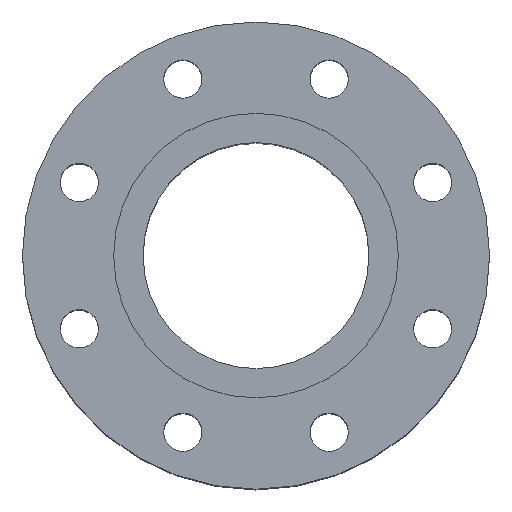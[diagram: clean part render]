
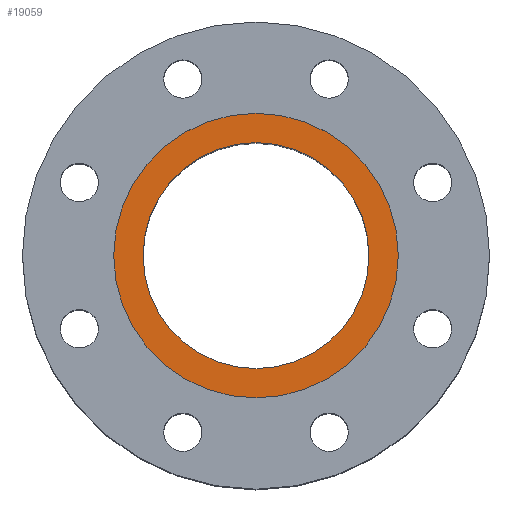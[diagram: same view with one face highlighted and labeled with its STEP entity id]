
A CAD part, top view. The second image highlights one B-rep face of the part: STEP entity #19059.
In plain terms, the highlighted planar face has unit normal (0, 0, 1).
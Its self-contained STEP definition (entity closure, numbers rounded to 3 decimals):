
#136 = CARTESIAN_POINT ( 'NONE',  ( 0., 67., 0. ) ) ;
#1023 = DIRECTION ( 'NONE',  ( 0., 0., 1. ) ) ;
#1197 = DIRECTION ( 'NONE',  ( 1., 0., 0. ) ) ;
#1215 = EDGE_CURVE ( 'NONE', #2554, #1635, #19848, .T. ) ;
#1267 = CARTESIAN_POINT ( 'NONE',  ( 67., 0., 0. ) ) ;
#1307 = CIRCLE ( 'NONE', #16025, 67. ) ;
#1635 = VERTEX_POINT ( 'NONE', #26332 ) ;
#2554 = VERTEX_POINT ( 'NONE', #6015 ) ;
#3305 = DIRECTION ( 'NONE',  ( 1., 0., 0. ) ) ;
#3338 = DIRECTION ( 'NONE',  ( 0., 0., 1. ) ) ;
#4855 = FACE_BOUND ( 'NONE', #20317, .T. ) ;
#6015 = CARTESIAN_POINT ( 'NONE',  ( 53.2, 0., 0. ) ) ;
#7266 = AXIS2_PLACEMENT_3D ( 'NONE', #136, #17833, #26640 ) ;
#9640 = AXIS2_PLACEMENT_3D ( 'NONE', #9912, #1023, #3305 ) ;
#9912 = CARTESIAN_POINT ( 'NONE',  ( 0., 0., 0. ) ) ;
#9938 = ORIENTED_EDGE ( 'NONE', *, *, #22869, .F. ) ;
#10529 = CIRCLE ( 'NONE', #15608, 67. ) ;
#11088 = AXIS2_PLACEMENT_3D ( 'NONE', #25364, #14394, #23487 ) ;
#11755 = FACE_OUTER_BOUND ( 'NONE', #24332, .T. ) ;
#12512 = DIRECTION ( 'NONE',  ( 0., 0., 1. ) ) ;
#14292 = CARTESIAN_POINT ( 'NONE',  ( 0., 0., 0. ) ) ;
#14394 = DIRECTION ( 'NONE',  ( 0., 0., 1. ) ) ;
#14514 = CARTESIAN_POINT ( 'NONE',  ( -67., 0., 0. ) ) ;
#14782 = EDGE_CURVE ( 'NONE', #20305, #28166, #1307, .T. ) ;
#14853 = ORIENTED_EDGE ( 'NONE', *, *, #20814, .T. ) ;
#15608 = AXIS2_PLACEMENT_3D ( 'NONE', #14292, #3338, #1197 ) ;
#16025 = AXIS2_PLACEMENT_3D ( 'NONE', #25643, #12512, #21607 ) ;
#17833 = DIRECTION ( 'NONE',  ( 0., 0., -1. ) ) ;
#18856 = ORIENTED_EDGE ( 'NONE', *, *, #1215, .F. ) ;
#19059 = ADVANCED_FACE ( 'NONE', ( #4855, #11755 ), #22445, .F. ) ;
#19848 = CIRCLE ( 'NONE', #11088, 53.2 ) ;
#20305 = VERTEX_POINT ( 'NONE', #1267 ) ;
#20317 = EDGE_LOOP ( 'NONE', ( #18856, #9938 ) ) ;
#20814 = EDGE_CURVE ( 'NONE', #28166, #20305, #10529, .T. ) ;
#21607 = DIRECTION ( 'NONE',  ( 1., 0., 0. ) ) ;
#22445 = PLANE ( 'NONE',  #7266 ) ;
#22869 = EDGE_CURVE ( 'NONE', #1635, #2554, #28097, .T. ) ;
#23007 = ORIENTED_EDGE ( 'NONE', *, *, #14782, .T. ) ;
#23487 = DIRECTION ( 'NONE',  ( 1., 0., 0. ) ) ;
#24332 = EDGE_LOOP ( 'NONE', ( #23007, #14853 ) ) ;
#25364 = CARTESIAN_POINT ( 'NONE',  ( 0., 0., 0. ) ) ;
#25643 = CARTESIAN_POINT ( 'NONE',  ( 0., 0., 0. ) ) ;
#26332 = CARTESIAN_POINT ( 'NONE',  ( -53.2, 0., 0. ) ) ;
#26640 = DIRECTION ( 'NONE',  ( -1., 0., 0. ) ) ;
#28097 = CIRCLE ( 'NONE', #9640, 53.2 ) ;
#28166 = VERTEX_POINT ( 'NONE', #14514 ) ;
